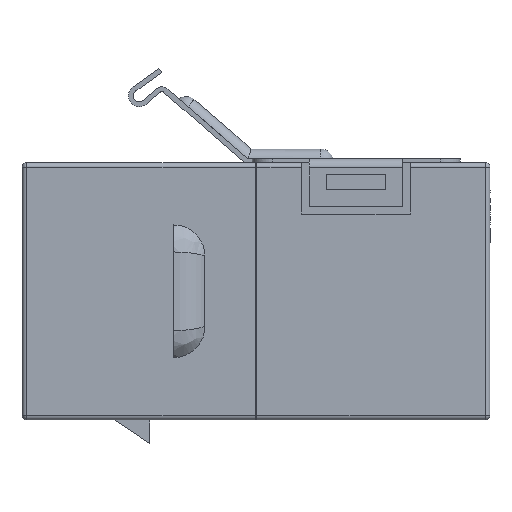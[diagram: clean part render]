
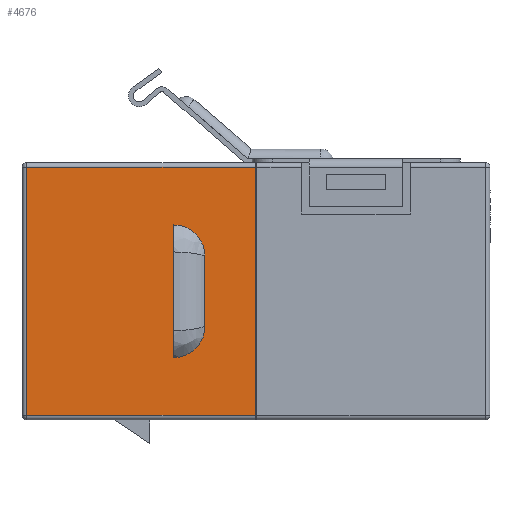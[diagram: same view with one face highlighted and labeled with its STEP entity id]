
A CAD part, left-side view. The second image highlights one B-rep face of the part: STEP entity #4676.
In plain terms, the highlighted planar face has unit normal (-1, 0, 0).
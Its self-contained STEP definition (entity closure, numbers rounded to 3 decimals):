
#1513 = EDGE_CURVE ( 'NONE', #12197, #12073, #7095, .T. ) ;
#1519 = EDGE_CURVE ( 'NONE', #7994, #12222, #7105, .T. ) ;
#1520 = EDGE_CURVE ( 'NONE', #12222, #8153, #7096, .T. ) ;
#1521 = EDGE_CURVE ( 'NONE', #8153, #7995, #7109, .T. ) ;
#1522 = EDGE_CURVE ( 'NONE', #7995, #7994, #7110, .T. ) ;
#1523 = EDGE_CURVE ( 'NONE', #7933, #8065, #7112, .T. ) ;
#1524 = EDGE_CURVE ( 'NONE', #8065, #12197, #7113, .T. ) ;
#1525 = EDGE_CURVE ( 'NONE', #12073, #7933, #7115, .T. ) ;
#3678 = CARTESIAN_POINT ( 'NONE',  ( -7.35, 0.05, 7.95 ) ) ;
#3756 = CARTESIAN_POINT ( 'NONE',  ( -7.35, 0.05, -7.95 ) ) ;
#3885 = CARTESIAN_POINT ( 'NONE',  ( -7.35, 0.05, 8.25 ) ) ;
#3888 = DIRECTION ( 'NONE',  ( 0., 0., 1. ) ) ;
#3984 = CARTESIAN_POINT ( 'NONE',  ( -7.35, 5.276, 4.25 ) ) ;
#4018 = CARTESIAN_POINT ( 'NONE',  ( -7.35, 3.276, 2.25 ) ) ;
#4035 = DIRECTION ( 'NONE',  ( 1., 0., 0. ) ) ;
#4043 = DIRECTION ( 'NONE',  ( 0., 0., -1. ) ) ;
#4129 = DIRECTION ( 'NONE',  ( 0., 1., 0. ) ) ;
#4135 = DIRECTION ( 'NONE',  ( 0., 0., 1. ) ) ;
#4258 = DIRECTION ( 'NONE',  ( 0., 0., -1. ) ) ;
#4352 = CARTESIAN_POINT ( 'NONE',  ( -7.35, 15., 7.95 ) ) ;
#4370 = CARTESIAN_POINT ( 'NONE',  ( -7.35, 15., -7.95 ) ) ;
#4437 = DIRECTION ( 'NONE',  ( 0., -1., 0. ) ) ;
#4477 = CARTESIAN_POINT ( 'NONE',  ( -7.35, 14.7, -8.25 ) ) ;
#4483 = DIRECTION ( 'NONE',  ( 0., 0., -1. ) ) ;
#4511 = DIRECTION ( 'NONE',  ( 0., 0., -1. ) ) ;
#4528 = CARTESIAN_POINT ( 'NONE',  ( -7.35, 5.276, 2.25 ) ) ;
#4571 = CARTESIAN_POINT ( 'NONE',  ( -7.35, 5.276, -2.25 ) ) ;
#4592 = DIRECTION ( 'NONE',  ( 1., 0., 0. ) ) ;
#4676 = ADVANCED_FACE ( 'NONE', ( #15741, #15761 ), #6366, .F. ) ;
#6364 = CARTESIAN_POINT ( 'NONE',  ( -7.35, 15., -8.25 ) ) ;
#6366 = PLANE ( 'NONE',  #14863 ) ;
#6389 = DIRECTION ( 'NONE',  ( 1., 0., 0. ) ) ;
#6393 = DIRECTION ( 'NONE',  ( 0., 0., -1. ) ) ;
#7095 = LINE ( 'NONE', #3885, #7097 ) ;
#7096 = CIRCLE ( 'NONE', #14815, 2. ) ;
#7097 = VECTOR ( 'NONE', #3888, 1000. ) ;
#7105 = LINE ( 'NONE', #3984, #7108 ) ;
#7108 = VECTOR ( 'NONE', #4135, 1000. ) ;
#7109 = LINE ( 'NONE', #4018, #7111 ) ;
#7110 = CIRCLE ( 'NONE', #14816, 2. ) ;
#7111 = VECTOR ( 'NONE', #4043, 1000. ) ;
#7112 = LINE ( 'NONE', #4477, #7114 ) ;
#7113 = LINE ( 'NONE', #4370, #7116 ) ;
#7114 = VECTOR ( 'NONE', #4483, 1000. ) ;
#7115 = LINE ( 'NONE', #4352, #7118 ) ;
#7116 = VECTOR ( 'NONE', #4437, 1000. ) ;
#7118 = VECTOR ( 'NONE', #4129, 1000. ) ;
#7933 = VERTEX_POINT ( 'NONE', #17420 ) ;
#7994 = VERTEX_POINT ( 'NONE', #17352 ) ;
#7995 = VERTEX_POINT ( 'NONE', #17351 ) ;
#8065 = VERTEX_POINT ( 'NONE', #16872 ) ;
#8153 = VERTEX_POINT ( 'NONE', #16999 ) ;
#8180 = EDGE_LOOP ( 'NONE', ( #14256, #14255, #14262, #14261 ) ) ;
#8256 = EDGE_LOOP ( 'NONE', ( #14254, #14249, #14248, #14257 ) ) ;
#8536 = CARTESIAN_POINT ( 'NONE',  ( -7.35, 5.276, 4.25 ) ) ;
#12073 = VERTEX_POINT ( 'NONE', #3678 ) ;
#12197 = VERTEX_POINT ( 'NONE', #3756 ) ;
#12222 = VERTEX_POINT ( 'NONE', #8536 ) ;
#14248 = ORIENTED_EDGE ( 'NONE', *, *, #1521, .T. ) ;
#14249 = ORIENTED_EDGE ( 'NONE', *, *, #1520, .T. ) ;
#14254 = ORIENTED_EDGE ( 'NONE', *, *, #1519, .T. ) ;
#14255 = ORIENTED_EDGE ( 'NONE', *, *, #1524, .T. ) ;
#14256 = ORIENTED_EDGE ( 'NONE', *, *, #1523, .T. ) ;
#14257 = ORIENTED_EDGE ( 'NONE', *, *, #1522, .T. ) ;
#14261 = ORIENTED_EDGE ( 'NONE', *, *, #1525, .T. ) ;
#14262 = ORIENTED_EDGE ( 'NONE', *, *, #1513, .T. ) ;
#14815 = AXIS2_PLACEMENT_3D ( 'NONE', #4528, #4592, #4258 ) ;
#14816 = AXIS2_PLACEMENT_3D ( 'NONE', #4571, #4035, #4511 ) ;
#14863 = AXIS2_PLACEMENT_3D ( 'NONE', #6364, #6389, #6393 ) ;
#15741 = FACE_BOUND ( 'NONE', #8256, .T. ) ;
#15761 = FACE_OUTER_BOUND ( 'NONE', #8180, .T. ) ;
#16872 = CARTESIAN_POINT ( 'NONE',  ( -7.35, 14.7, -7.95 ) ) ;
#16999 = CARTESIAN_POINT ( 'NONE',  ( -7.35, 3.276, 2.25 ) ) ;
#17351 = CARTESIAN_POINT ( 'NONE',  ( -7.35, 3.276, -2.25 ) ) ;
#17352 = CARTESIAN_POINT ( 'NONE',  ( -7.35, 5.276, -4.25 ) ) ;
#17420 = CARTESIAN_POINT ( 'NONE',  ( -7.35, 14.7, 7.95 ) ) ;
